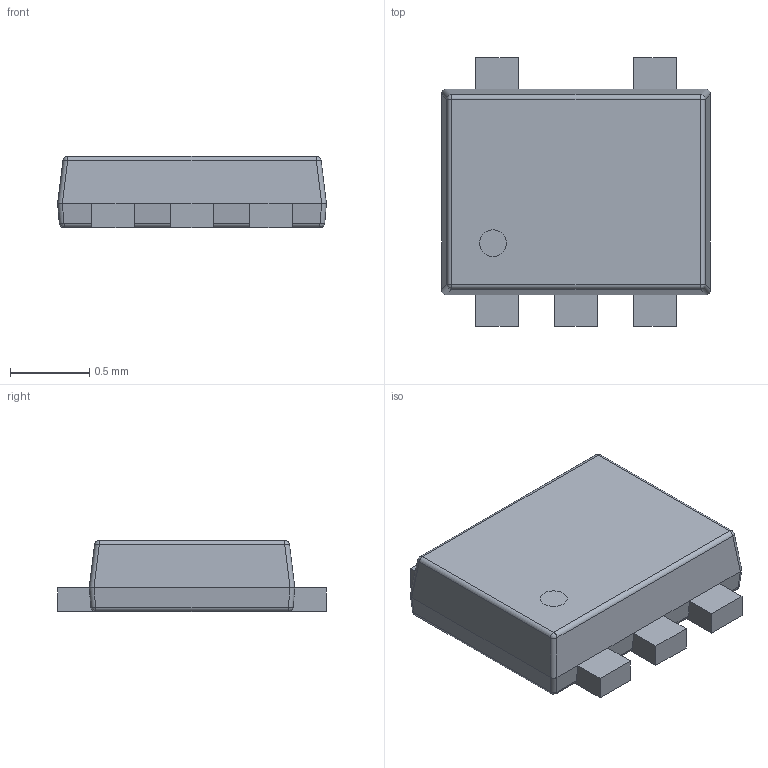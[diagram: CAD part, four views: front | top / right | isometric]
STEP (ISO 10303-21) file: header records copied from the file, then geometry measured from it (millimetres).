
FILE_DESCRIPTION(('STEP AP214'), '1');
FILE_NAME('SC-107', '2019-05-31T18:55:41', ('Nobody'), (''), 'ASCON STEP Converter 1.3', 'ASCON Math Kernel', '');
FILE_SCHEMA(('AUTOMOTIVE_DESIGN { 1 0 10303 214 3 1 1}'));
Length unit declared in the file: millimetre
Assembly tree (6 placements, depth 2):
  (unnamed)
    (unnamed)  x3
    (unnamed)  x2
    (unnamed)
Bounding box: 1.7 x 1.7 x 0.45 mm (x, y, z)
Volume: 1 mm3; surface area: 9.1 mm2
Topology: 6 solids, 6 shells, 95 faces, 233 edges, 148 vertices
Faces by surface type: plane 66, cylinder 21, bspline 8
Entity records: 3208 total; most frequent: CARTESIAN_POINT 520, DIRECTION 372, ORIENTED_EDGE 338, EDGE_CURVE 169, LINE 150, VECTOR 150, AXIS2_PLACEMENT_3D 111, VERTEX_POINT 99
